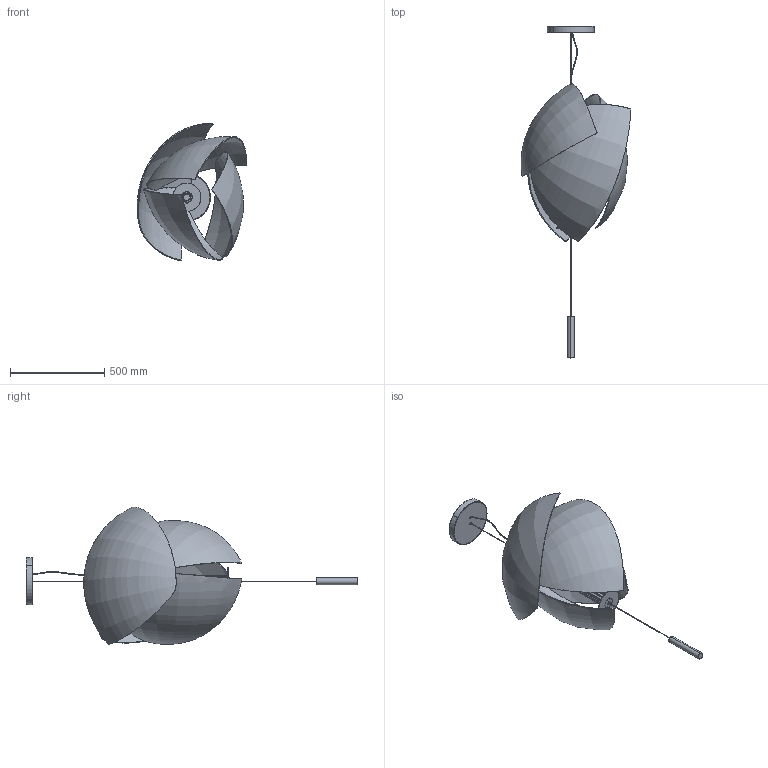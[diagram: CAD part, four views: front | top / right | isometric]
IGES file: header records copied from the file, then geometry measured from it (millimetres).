
Start section: SolidWorks IGES file using analytic representation for surfaces
Global section: file name: 00-6303,00-6304,00-6305.igs; native system: SolidWorks 2017; preprocessor: SolidWorks 2017; author: agras; date: 171211.120201; units: millimetre
Bounding box: 580.76 x 1758.97 x 729.7 mm (x, y, z)
Surface area: 3422189.1 mm2 (no closed solid volume)
Topology: 0 solids, 0 shells, 1317 faces, 12992 edges, 12976 vertices
Faces by surface type: bspline 1014, revolution 303
